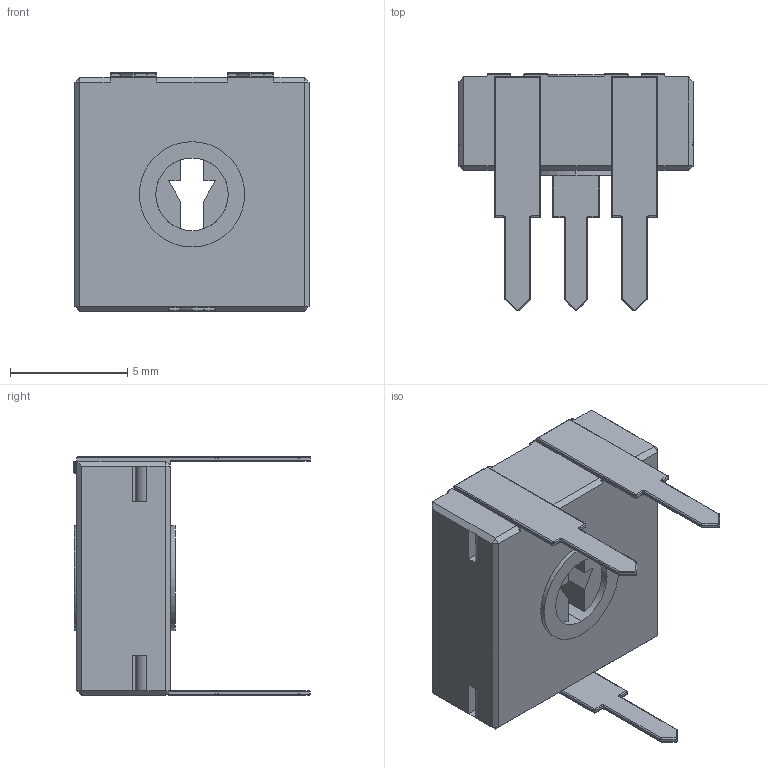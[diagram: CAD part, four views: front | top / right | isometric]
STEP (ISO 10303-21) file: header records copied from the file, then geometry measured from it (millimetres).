
FILE_DESCRIPTION (( 'STEP AP214' ), '1' );
FILE_NAME ('POT.STEP', '2017-10-06T20:04:36', ( '' ), ( '' ), 'SwSTEP 2.0', 'SolidWorks 2017', '' );
FILE_SCHEMA (( 'AUTOMOTIVE_DESIGN' ));
Length unit declared in the file: millimetre
Products named in the file (1): POT
Bounding box: 10 x 10.15 x 10.2 mm (x, y, z)
Volume: 392.1 mm3; surface area: 500.3 mm2
Topology: 1 solids, 1 shells, 317 faces, 767 edges, 438 vertices
Faces by surface type: plane 147, cylinder 124, sphere 30, torus 16
Entity records: 11940 total; most frequent: CARTESIAN_POINT 1637, DIRECTION 1535, ORIENTED_EDGE 1494, EDGE_CURVE 747, AXIS2_PLACEMENT_3D 514, LINE 507, VECTOR 507, VERTEX_POINT 436
